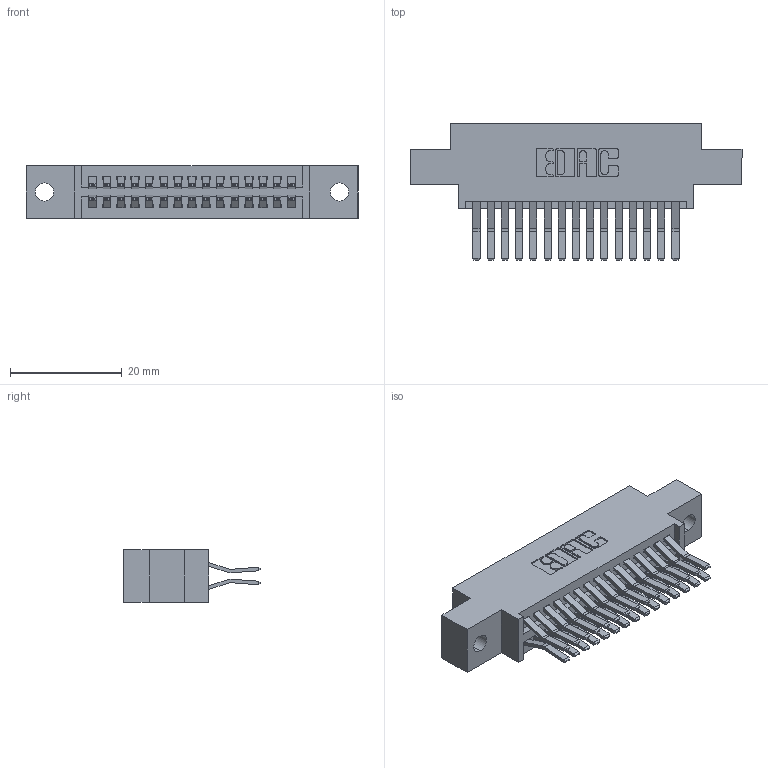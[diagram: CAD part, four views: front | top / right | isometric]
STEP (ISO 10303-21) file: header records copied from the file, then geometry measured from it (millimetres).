
FILE_DESCRIPTION (( 'STEP AP203' ), '1' );
FILE_NAME ('345-030-560-802.STEP', '2018-08-23T08:45:40', ( '' ), ( '' ), 'SwSTEP 2.0', 'SolidWorks 2016', '' );
FILE_SCHEMA (( 'CONFIG_CONTROL_DESIGN' ));
Length unit declared in the file: inch
Products named in the file (3): 345-292-001_560 Tail; 345-030-560-802; 345 Part_0.170 Offset - 0.128 Dia
Assembly tree (31 placements, depth 2):
  345-030-560-802
    345 Part_0.170 Offset - 0.128 Dia
    345-292-001_560 Tail  x30
Bounding box: 59.31 x 24.45 x 9.4 mm (x, y, z)
Volume: 5557.3 mm3; surface area: 8068.1 mm2
Topology: 31 solids, 31 shells, 1690 faces, 5003 edges, 3294 vertices
Faces by surface type: plane 1074, cylinder 616
Entity records: 15627 total; most frequent: CARTESIAN_POINT 2648, ORIENTED_EDGE 2582, DIRECTION 2371, EDGE_CURVE 1291, LINE 1095, VECTOR 1095, VERTEX_POINT 858, AXIS2_PLACEMENT_3D 638
